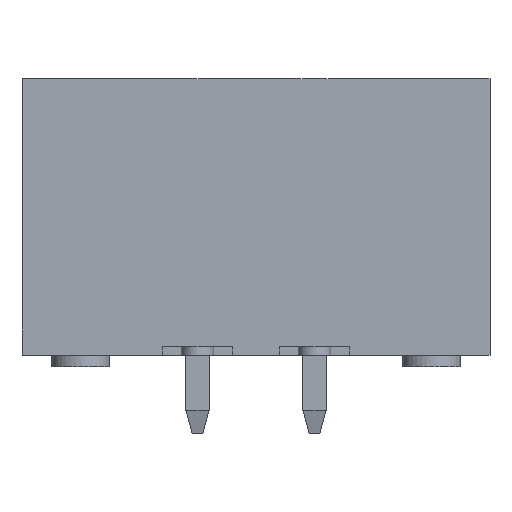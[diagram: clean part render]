
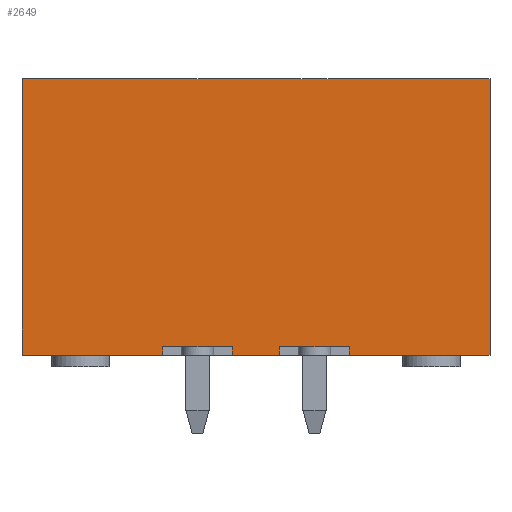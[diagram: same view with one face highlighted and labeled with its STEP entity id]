
A CAD part, front view. The second image highlights one B-rep face of the part: STEP entity #2649.
In plain terms, the highlighted planar face has unit normal (0, -1, 0).
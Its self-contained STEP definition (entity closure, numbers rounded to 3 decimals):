
#167=FACE_OUTER_BOUND($,#342,.T.);
#342=EDGE_LOOP($,(#2005,#2006,#2007,#2008,#2009,#2010,#2011,#2012,#2013,
#2014,#2015,#2016));
#624=LINE($,#4027,#910);
#627=LINE($,#4034,#913);
#651=LINE($,#4089,#937);
#660=LINE($,#4123,#946);
#661=LINE($,#4125,#947);
#662=LINE($,#4127,#948);
#663=LINE($,#4129,#949);
#664=LINE($,#4130,#950);
#665=LINE($,#4131,#951);
#666=LINE($,#4132,#952);
#667=LINE($,#4134,#953);
#668=LINE($,#4135,#954);
#910=VECTOR($,#3264,0.35);
#913=VECTOR($,#3269,0.35);
#937=VECTOR($,#3315,12.);
#946=VECTOR($,#3346,3.);
#947=VECTOR($,#3347,0.35);
#948=VECTOR($,#3348,6.12);
#949=VECTOR($,#3349,12.);
#950=VECTOR($,#3350,20.32);
#951=VECTOR($,#3351,6.12);
#952=VECTOR($,#3352,3.);
#953=VECTOR($,#3353,2.08);
#954=VECTOR($,#3354,0.35);
#1168=VERTEX_POINT($,#4024);
#1169=VERTEX_POINT($,#4026);
#1171=VERTEX_POINT($,#4031);
#1172=VERTEX_POINT($,#4033);
#1186=VERTEX_POINT($,#4076);
#1192=VERTEX_POINT($,#4087);
#1205=VERTEX_POINT($,#4121);
#1206=VERTEX_POINT($,#4122);
#1207=VERTEX_POINT($,#4124);
#1208=VERTEX_POINT($,#4126);
#1209=VERTEX_POINT($,#4128);
#1210=VERTEX_POINT($,#4133);
#1458=EDGE_CURVE($,#1168,#1169,#624,.T.);
#1461=EDGE_CURVE($,#1172,#1171,#627,.T.);
#1487=EDGE_CURVE($,#1186,#1192,#651,.T.);
#1500=EDGE_CURVE($,#1205,#1206,#660,.T.);
#1501=EDGE_CURVE($,#1207,#1206,#661,.T.);
#1502=EDGE_CURVE($,#1208,#1207,#662,.T.);
#1503=EDGE_CURVE($,#1208,#1209,#663,.T.);
#1504=EDGE_CURVE($,#1186,#1209,#664,.T.);
#1505=EDGE_CURVE($,#1169,#1192,#665,.T.);
#1506=EDGE_CURVE($,#1168,#1172,#666,.T.);
#1507=EDGE_CURVE($,#1171,#1210,#667,.T.);
#1508=EDGE_CURVE($,#1205,#1210,#668,.T.);
#2005=ORIENTED_EDGE($,*,*,#1500,.T.);
#2006=ORIENTED_EDGE($,*,*,#1501,.F.);
#2007=ORIENTED_EDGE($,*,*,#1502,.F.);
#2008=ORIENTED_EDGE($,*,*,#1503,.T.);
#2009=ORIENTED_EDGE($,*,*,#1504,.F.);
#2010=ORIENTED_EDGE($,*,*,#1487,.T.);
#2011=ORIENTED_EDGE($,*,*,#1505,.F.);
#2012=ORIENTED_EDGE($,*,*,#1458,.F.);
#2013=ORIENTED_EDGE($,*,*,#1506,.T.);
#2014=ORIENTED_EDGE($,*,*,#1461,.T.);
#2015=ORIENTED_EDGE($,*,*,#1507,.T.);
#2016=ORIENTED_EDGE($,*,*,#1508,.F.);
#2511=PLANE($,#2853);
#2649=ADVANCED_FACE($,(#167),#2511,.F.);
#2853=AXIS2_PLACEMENT_3D($,#4120,#3344,#3345);
#3264=DIRECTION($,(0.,0.,-1.));
#3269=DIRECTION($,(0.,0.,-1.));
#3315=DIRECTION($,(0.,0.,-1.));
#3344=DIRECTION('center_axis',(0.,1.,0.));
#3345=DIRECTION('ref_axis',(1.,0.,0.));
#3346=DIRECTION($,(1.,0.,0.));
#3347=DIRECTION($,(0.,0.,1.));
#3348=DIRECTION($,(-1.,0.,0.));
#3349=DIRECTION($,(0.,0.,1.));
#3350=DIRECTION($,(1.,0.,0.));
#3351=DIRECTION($,(-1.,0.,0.));
#3352=DIRECTION($,(1.,0.,0.));
#3353=DIRECTION($,(1.,0.,0.));
#3354=DIRECTION($,(0.,0.,-1.));
#4024=CARTESIAN_POINT('',(-4.04,-3.87,0.35));
#4026=CARTESIAN_POINT('',(-4.04,-3.87,0.));
#4027=CARTESIAN_POINT($,(-4.04,-3.87,-36.627));
#4031=CARTESIAN_POINT('',(-1.04,-3.87,0.));
#4033=CARTESIAN_POINT('',(-1.04,-3.87,0.35));
#4034=CARTESIAN_POINT($,(-1.04,-3.87,-36.627));
#4076=CARTESIAN_POINT('',(-10.16,-3.87,12.));
#4087=CARTESIAN_POINT('',(-10.16,-3.87,0.));
#4089=CARTESIAN_POINT($,(-10.16,-3.87,-36.627));
#4120=CARTESIAN_POINT('Origin',(-6.396,-3.87,-1.321));
#4121=CARTESIAN_POINT('',(1.04,-3.87,0.35));
#4122=CARTESIAN_POINT('',(4.04,-3.87,0.35));
#4123=CARTESIAN_POINT($,(-2.46,-3.87,0.35));
#4124=CARTESIAN_POINT('',(4.04,-3.87,0.));
#4125=CARTESIAN_POINT($,(4.04,-3.87,-36.627));
#4126=CARTESIAN_POINT('',(10.16,-3.87,0.));
#4127=CARTESIAN_POINT($,(-2.46,-3.87,0.));
#4128=CARTESIAN_POINT('',(10.16,-3.87,12.));
#4129=CARTESIAN_POINT($,(10.16,-3.87,-36.627));
#4130=CARTESIAN_POINT($,(-2.46,-3.87,12.));
#4131=CARTESIAN_POINT($,(-2.46,-3.87,0.));
#4132=CARTESIAN_POINT($,(-2.46,-3.87,0.35));
#4133=CARTESIAN_POINT('',(1.04,-3.87,0.));
#4134=CARTESIAN_POINT($,(-2.54,-3.87,0.));
#4135=CARTESIAN_POINT($,(1.04,-3.87,-36.627));
